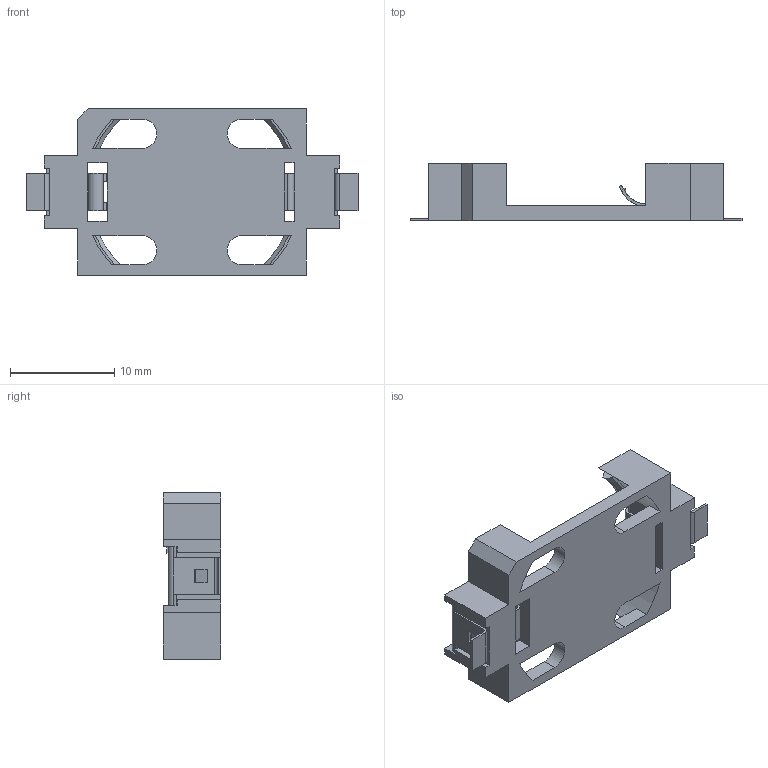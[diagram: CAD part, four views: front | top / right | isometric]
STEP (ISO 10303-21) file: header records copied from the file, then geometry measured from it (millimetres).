
FILE_DESCRIPTION (( 'STEP AP214' ), '1' );
FILE_NAME ('1060TR.STEP', '2019-11-27T12:42:49', ( '' ), ( '' ), 'SwSTEP 2.0', 'SolidWorks 2017', '' );
FILE_SCHEMA (( 'AUTOMOTIVE_DESIGN' ));
Length unit declared in the file: inch
Products named in the file (1): 1060TR
Bounding box: 31.9 x 5.51 x 16 mm (x, y, z)
Volume: 857.1 mm3; surface area: 1644 mm2
Topology: 3 solids, 3 shells, 243 faces, 691 edges, 452 vertices
Faces by surface type: plane 176, cylinder 51, torus 8, cone 8
Entity records: 8007 total; most frequent: CARTESIAN_POINT 1531, ORIENTED_EDGE 1382, DIRECTION 1291, EDGE_CURVE 691, LINE 519, VECTOR 519, VERTEX_POINT 452, AXIS2_PLACEMENT_3D 386
